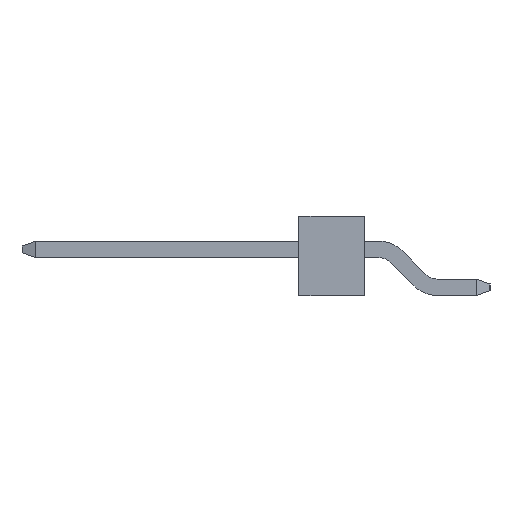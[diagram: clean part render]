
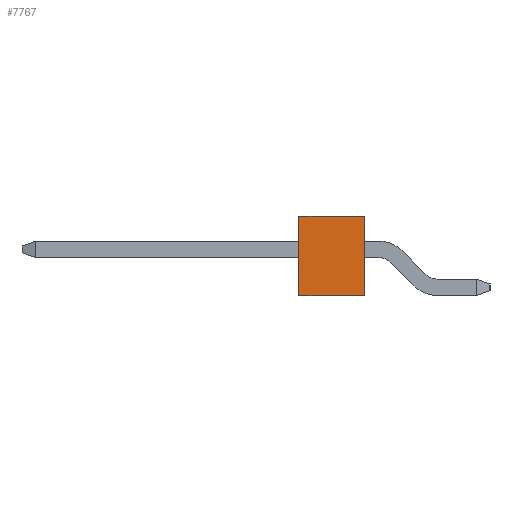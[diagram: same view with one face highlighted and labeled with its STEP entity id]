
A CAD part, left-side view. The second image highlights one B-rep face of the part: STEP entity #7767.
In plain terms, the highlighted face is planar.
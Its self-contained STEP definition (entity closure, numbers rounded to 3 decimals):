
#1530 = VERTEX_POINT('',#1531);
#1531 = CARTESIAN_POINT('',(30.48,-1.524,-1.27));
#1537 = EDGE_CURVE('',#1538,#1530,#1540,.T.);
#1538 = VERTEX_POINT('',#1539);
#1539 = CARTESIAN_POINT('',(30.48,-1.524,1.27));
#1540 = LINE('',#1541,#1542);
#1541 = CARTESIAN_POINT('',(30.48,-1.524,1.27));
#1542 = VECTOR('',#1543,1.);
#1543 = DIRECTION('',(0.,0.,-1.));
#2587 = EDGE_CURVE('',#1538,#2588,#2590,.T.);
#2588 = VERTEX_POINT('',#2589);
#2589 = CARTESIAN_POINT('',(30.48,1.524,1.27));
#2590 = LINE('',#2591,#2592);
#2591 = CARTESIAN_POINT('',(30.48,-1.524,1.27));
#2592 = VECTOR('',#2593,1.);
#2593 = DIRECTION('',(0.,1.,0.));
#5578 = VERTEX_POINT('',#5579);
#5579 = CARTESIAN_POINT('',(30.48,1.524,-1.27));
#5585 = EDGE_CURVE('',#1530,#5578,#5586,.T.);
#5586 = LINE('',#5587,#5588);
#5587 = CARTESIAN_POINT('',(30.48,-1.524,-1.27));
#5588 = VECTOR('',#5589,1.);
#5589 = DIRECTION('',(0.,1.,0.));
#6112 = EDGE_CURVE('',#2588,#5578,#6113,.T.);
#6113 = LINE('',#6114,#6115);
#6114 = CARTESIAN_POINT('',(30.48,1.524,1.27));
#6115 = VECTOR('',#6116,1.);
#6116 = DIRECTION('',(0.,0.,-1.));
#7767 = ADVANCED_FACE('',(#7768),#7774,.F.);
#7768 = FACE_BOUND('',#7769,.T.);
#7769 = EDGE_LOOP('',(#7770,#7771,#7772,#7773));
#7770 = ORIENTED_EDGE('',*,*,#5585,.T.);
#7771 = ORIENTED_EDGE('',*,*,#6112,.F.);
#7772 = ORIENTED_EDGE('',*,*,#2587,.F.);
#7773 = ORIENTED_EDGE('',*,*,#1537,.T.);
#7774 = PLANE('',#7775);
#7775 = AXIS2_PLACEMENT_3D('',#7776,#7777,#7778);
#7776 = CARTESIAN_POINT('',(30.48,-1.524,1.27));
#7777 = DIRECTION('',(-1.,0.,0.));
#7778 = DIRECTION('',(0.,0.,1.));
